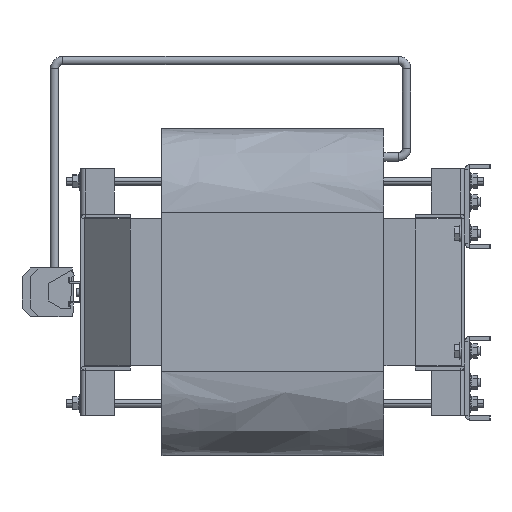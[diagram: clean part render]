
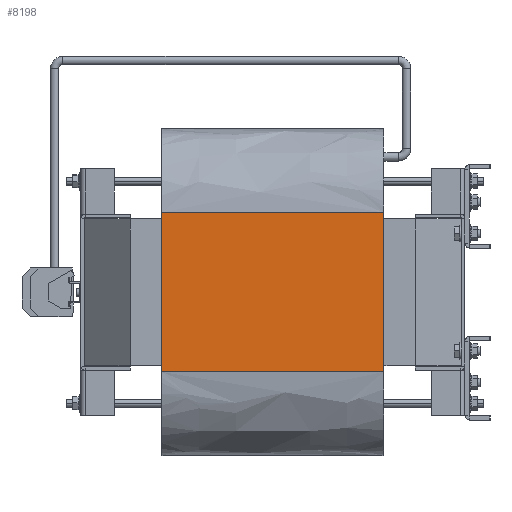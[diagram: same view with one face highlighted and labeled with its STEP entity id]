
A CAD part, left-side view. The second image highlights one B-rep face of the part: STEP entity #8198.
In plain terms, the highlighted planar face has unit normal (-1, 0, 0).
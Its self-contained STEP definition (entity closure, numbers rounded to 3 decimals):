
#96 = DIRECTION ( 'NONE',  ( 0., -1., 0. ) ) ;
#4002 = VERTEX_POINT ( 'NONE', #21267 ) ;
#5075 = DIRECTION ( 'NONE',  ( 0., 1., 0. ) ) ;
#5631 = ORIENTED_EDGE ( 'NONE', *, *, #31407, .T. ) ;
#6110 = EDGE_LOOP ( 'NONE', ( #34056, #5631, #28846, #27252 ) ) ;
#8198 = ADVANCED_FACE ( 'NONE', ( #31926 ), #38407, .T. ) ;
#8383 = VECTOR ( 'NONE', #30860, 1000. ) ;
#10221 = EDGE_CURVE ( 'NONE', #34129, #14632, #27090, .T. ) ;
#14119 = VECTOR ( 'NONE', #17494, 1000. ) ;
#14632 = VERTEX_POINT ( 'NONE', #25958 ) ;
#16934 = VERTEX_POINT ( 'NONE', #39087 ) ;
#17494 = DIRECTION ( 'NONE',  ( 0., 1., 0. ) ) ;
#18538 = CARTESIAN_POINT ( 'NONE',  ( -308.5, 132.5, 0. ) ) ;
#19154 = VECTOR ( 'NONE', #96, 1000. ) ;
#21267 = CARTESIAN_POINT ( 'NONE',  ( -308.5, -132.5, -95. ) ) ;
#24020 = CARTESIAN_POINT ( 'NONE',  ( -308.5, 132.5, 95. ) ) ;
#24251 = EDGE_CURVE ( 'NONE', #14632, #16934, #35409, .T. ) ;
#24976 = AXIS2_PLACEMENT_3D ( 'NONE', #18538, #31852, #5075 ) ;
#25958 = CARTESIAN_POINT ( 'NONE',  ( -308.5, 132.5, 95. ) ) ;
#27090 = LINE ( 'NONE', #24020, #14119 ) ;
#27252 = ORIENTED_EDGE ( 'NONE', *, *, #10221, .T. ) ;
#27551 = LINE ( 'NONE', #40627, #8383 ) ;
#28846 = ORIENTED_EDGE ( 'NONE', *, *, #32740, .F. ) ;
#29691 = CARTESIAN_POINT ( 'NONE',  ( -308.5, 132.5, -95. ) ) ;
#30105 = LINE ( 'NONE', #29691, #19154 ) ;
#30860 = DIRECTION ( 'NONE',  ( 0., 0., -1. ) ) ;
#31407 = EDGE_CURVE ( 'NONE', #16934, #4002, #30105, .T. ) ;
#31852 = DIRECTION ( 'NONE',  ( -1., 0., 0. ) ) ;
#31926 = FACE_OUTER_BOUND ( 'NONE', #6110, .T. ) ;
#32299 = VECTOR ( 'NONE', #37270, 1000. ) ;
#32740 = EDGE_CURVE ( 'NONE', #34129, #4002, #27551, .T. ) ;
#34056 = ORIENTED_EDGE ( 'NONE', *, *, #24251, .T. ) ;
#34129 = VERTEX_POINT ( 'NONE', #37668 ) ;
#35409 = LINE ( 'NONE', #37408, #32299 ) ;
#37270 = DIRECTION ( 'NONE',  ( 0., 0., -1. ) ) ;
#37408 = CARTESIAN_POINT ( 'NONE',  ( -308.5, 132.5, 0. ) ) ;
#37668 = CARTESIAN_POINT ( 'NONE',  ( -308.5, -132.5, 95. ) ) ;
#38407 = PLANE ( 'NONE',  #24976 ) ;
#39087 = CARTESIAN_POINT ( 'NONE',  ( -308.5, 132.5, -95. ) ) ;
#40627 = CARTESIAN_POINT ( 'NONE',  ( -308.5, -132.5, 0. ) ) ;
